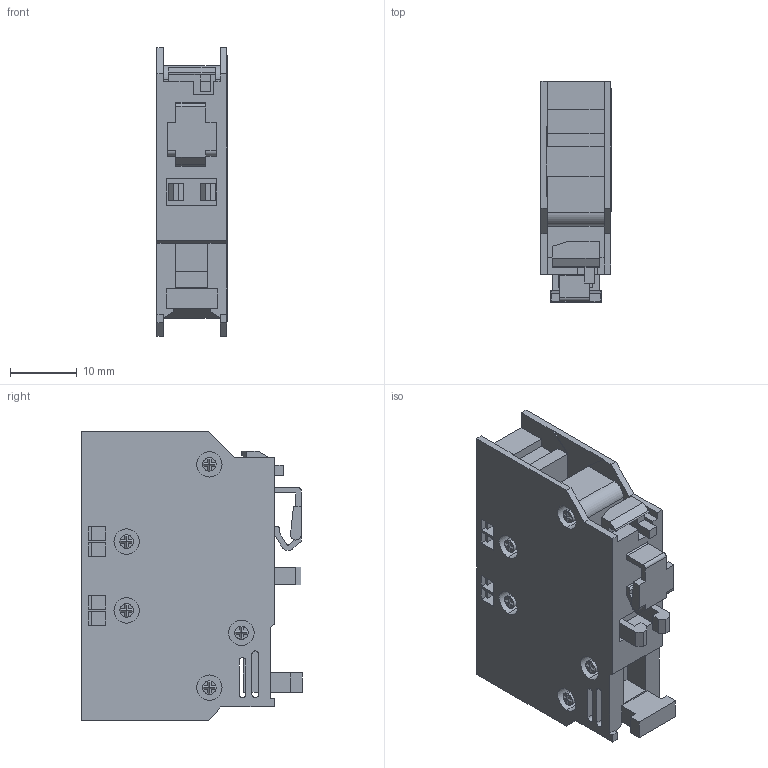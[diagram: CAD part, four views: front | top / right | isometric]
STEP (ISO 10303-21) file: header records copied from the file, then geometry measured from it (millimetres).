
FILE_DESCRIPTION((''),'2;1');
FILE_NAME('BCXMF-BCXMFA-BCXMFR_ASM','2021-06-11T',('marketing.praksa'),('Audax d.o.o.'),'CREO PARAMETRIC BY PTC INC, 2017480','CREO PARAMETRIC BY PTC INC, 2017480','');
FILE_SCHEMA(('AUTOMOTIVE_DESIGN { 1 0 10303 214 1 1 1 1 }'));
Length unit declared in the file: metre
Products named in the file (6): PRT9541; PRT9542; SID-WH; CUT; WHI; BCXMF-BCXMFA-BCXMFR_ASM
Assembly tree (5 placements, depth 2):
  BCXMF-BCXMFA-BCXMFR_ASM
    PRT9541
    PRT9542
    SID-WH
    CUT
    WHI
Bounding box: 10.53 x 33 x 43.2 mm (x, y, z)
Volume: 9656.4 mm3; surface area: 8892.9 mm2
Topology: 8 solids, 8 shells, 480 faces, 1345 edges, 891 vertices
Faces by surface type: plane 356, cylinder 100, cone 24
Entity records: 23466 total; most frequent: CARTESIAN_POINT 2916, ORIENTED_EDGE 2690, DIRECTION 2603, PRESENTATION_STYLE_ASSIGNMENT 1833, STYLED_ITEM 1833, CURVE_STYLE 1345, EDGE_CURVE 1345, VECTOR 973
